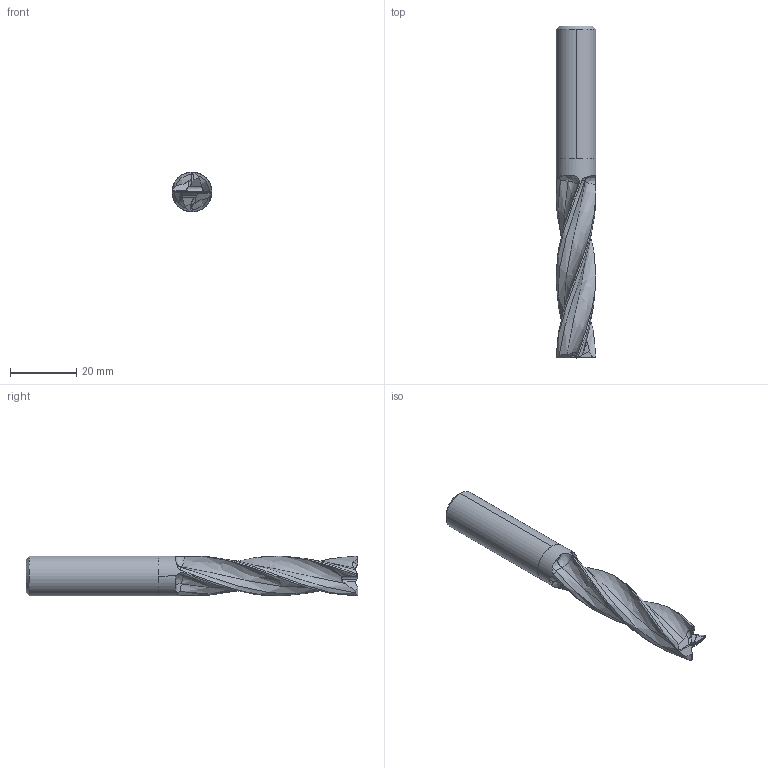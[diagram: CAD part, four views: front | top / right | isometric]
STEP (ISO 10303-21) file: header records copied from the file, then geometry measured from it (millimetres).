
FILE_DESCRIPTION (( 'STEP AP214' ), '1' );
FILE_NAME ('Enmill Tool ?12.STEP', '2023-10-05T06:21:40', ( '' ), ( '' ), 'SwSTEP 2.0', 'SolidWorks 2020', '' );
FILE_SCHEMA (( 'AUTOMOTIVE_DESIGN' ));
Length unit declared in the file: millimetre
Products named in the file (1): Enmill Tool ?12
Bounding box: 12 x 99.99 x 12 mm (x, y, z)
Volume: 8128.2 mm3; surface area: 4182.4 mm2
Topology: 2 solids, 2 shells, 70 faces, 199 edges, 131 vertices
Faces by surface type: plane 25, bspline 24, cylinder 13, cone 4, torus 4
Entity records: 5137 total; most frequent: CARTESIAN_POINT 3675, ORIENTED_EDGE 394, EDGE_CURVE 197, DIRECTION 167, VERTEX_POINT 131, B_SPLINE_CURVE_WITH_KNOTS 105, FACE_OUTER_BOUND 70, EDGE_LOOP 70
